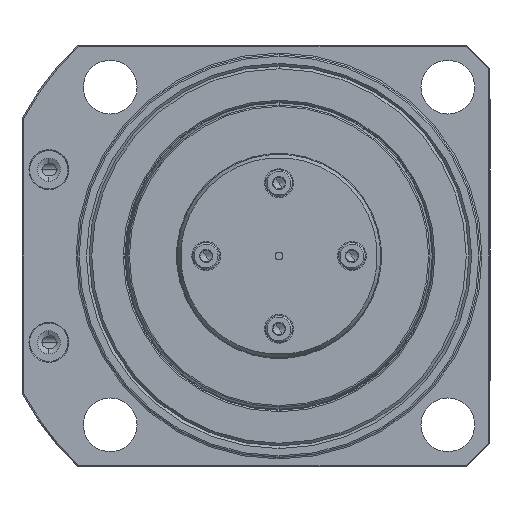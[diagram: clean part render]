
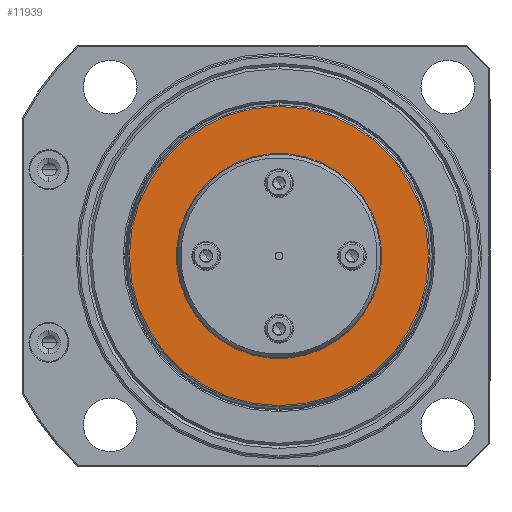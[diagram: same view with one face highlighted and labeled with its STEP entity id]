
A CAD part, front view. The second image highlights one B-rep face of the part: STEP entity #11939.
In plain terms, the highlighted planar face has unit normal (0, -1, 0).
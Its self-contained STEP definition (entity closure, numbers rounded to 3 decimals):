
#1463 = CARTESIAN_POINT ( 'NONE',  ( 0., 6., 38.992 ) ) ;
#1464 = CARTESIAN_POINT ( 'NONE',  ( 0., 6., -38.992 ) ) ;
#1467 = CARTESIAN_POINT ( 'NONE',  ( 0., 6., 22.9 ) ) ;
#1468 = CARTESIAN_POINT ( 'NONE',  ( 0., 6., -22.9 ) ) ;
#3171 = ORIENTED_EDGE ( 'NONE', *, *, #10172, .T. ) ;
#3172 = ORIENTED_EDGE ( 'NONE', *, *, #10170, .T. ) ;
#3174 = ORIENTED_EDGE ( 'NONE', *, *, #12075, .T. ) ;
#3176 = ORIENTED_EDGE ( 'NONE', *, *, #12071, .T. ) ;
#5172 = AXIS2_PLACEMENT_3D ( 'NONE', #11055, #11056, #11057 ) ;
#5175 = AXIS2_PLACEMENT_3D ( 'NONE', #11043, #11044, #11045 ) ;
#6244 = AXIS2_PLACEMENT_3D ( 'NONE', #7040, #7041, #7042 ) ;
#6250 = AXIS2_PLACEMENT_3D ( 'NONE', #7034, #7035, #7036 ) ;
#7034 = CARTESIAN_POINT ( 'NONE',  ( 0., 6., 0. ) ) ;
#7035 = DIRECTION ( 'NONE',  ( 0., -1., 0. ) ) ;
#7036 = DIRECTION ( 'NONE',  ( 0., 0., 1. ) ) ;
#7040 = CARTESIAN_POINT ( 'NONE',  ( 0., 6., 0. ) ) ;
#7041 = DIRECTION ( 'NONE',  ( 0., 1., 0. ) ) ;
#7042 = DIRECTION ( 'NONE',  ( 0., 0., 1. ) ) ;
#7634 = PLANE ( 'NONE',  #12614 ) ;
#7635 = CARTESIAN_POINT ( 'NONE',  ( 22.5, 6., 0. ) ) ;
#7636 = DIRECTION ( 'NONE',  ( 0., 1., 0. ) ) ;
#7637 = DIRECTION ( 'NONE',  ( 0., 0., 1. ) ) ;
#8138 = VERTEX_POINT ( 'NONE', #1463 ) ;
#8139 = VERTEX_POINT ( 'NONE', #1464 ) ;
#8142 = VERTEX_POINT ( 'NONE', #1467 ) ;
#8143 = VERTEX_POINT ( 'NONE', #1468 ) ;
#9182 = EDGE_LOOP ( 'NONE', ( #3171, #3176 ) ) ;
#9184 = EDGE_LOOP ( 'NONE', ( #3172, #3174 ) ) ;
#9532 = CIRCLE ( 'NONE', #6244, 22.9 ) ;
#9534 = CIRCLE ( 'NONE', #6250, 38.992 ) ;
#10170 = EDGE_CURVE ( 'NONE', #8138, #8139, #9534, .T. ) ;
#10172 = EDGE_CURVE ( 'NONE', #8142, #8143, #9532, .T. ) ;
#10588 = CIRCLE ( 'NONE', #5172, 38.992 ) ;
#10592 = CIRCLE ( 'NONE', #5175, 22.9 ) ;
#11043 = CARTESIAN_POINT ( 'NONE',  ( 0., 6., 0. ) ) ;
#11044 = DIRECTION ( 'NONE',  ( 0., 1., 0. ) ) ;
#11045 = DIRECTION ( 'NONE',  ( 0., 0., 1. ) ) ;
#11055 = CARTESIAN_POINT ( 'NONE',  ( 0., 6., 0. ) ) ;
#11056 = DIRECTION ( 'NONE',  ( 0., -1., 0. ) ) ;
#11057 = DIRECTION ( 'NONE',  ( 0., 0., 1. ) ) ;
#11939 = ADVANCED_FACE ( 'NONE', ( #12619, #12616 ), #7634, .F. ) ;
#12071 = EDGE_CURVE ( 'NONE', #8143, #8142, #10592, .T. ) ;
#12075 = EDGE_CURVE ( 'NONE', #8139, #8138, #10588, .T. ) ;
#12614 = AXIS2_PLACEMENT_3D ( 'NONE', #7635, #7636, #7637 ) ;
#12616 = FACE_BOUND ( 'NONE', #9182, .T. ) ;
#12619 = FACE_OUTER_BOUND ( 'NONE', #9184, .T. ) ;
